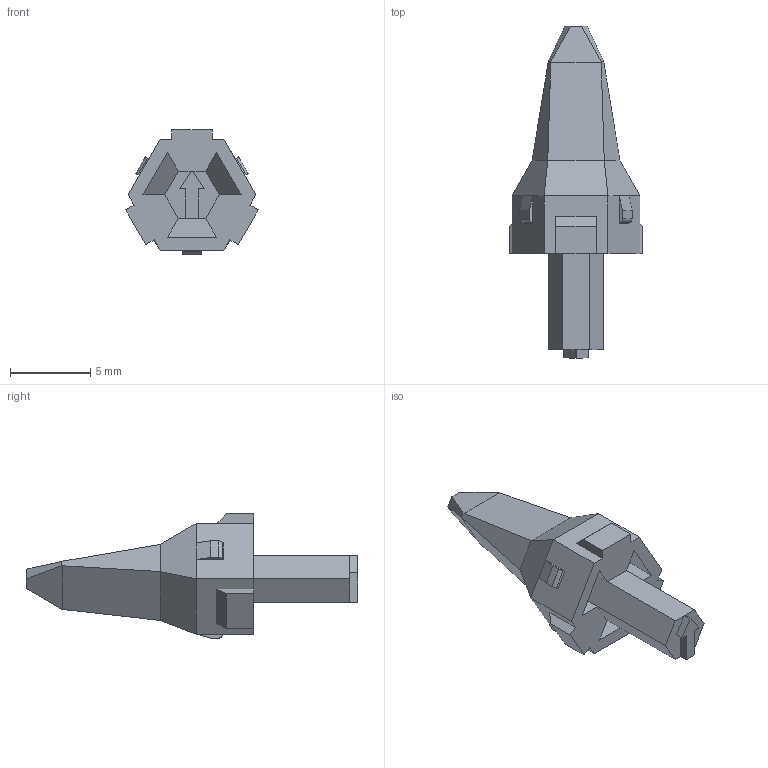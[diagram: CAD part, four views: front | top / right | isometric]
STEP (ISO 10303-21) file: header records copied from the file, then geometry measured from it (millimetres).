
FILE_DESCRIPTION((''),'2;1');
FILE_NAME('AW3P','2014-11-03T',('Orion.Li'),(''),'PRO/ENGINEER BY PARAMETRIC TECHNOLOGY CORPORATION, 2013230','PRO/ENGINEER BY PARAMETRIC TECHNOLOGY CORPORATION, 2013230','');
FILE_SCHEMA(('CONFIG_CONTROL_DESIGN'));
Length unit declared in the file: millimetre
Products named in the file (1): AW3P
Bounding box: 8.26 x 20.7 x 7.75 mm (x, y, z)
Volume: 313 mm3; surface area: 471.8 mm2
Topology: 1 solids, 1 shells, 83 faces, 216 edges, 136 vertices
Faces by surface type: plane 80, cylinder 3
Entity records: 2502 total; most frequent: CARTESIAN_POINT 435, ORIENTED_EDGE 432, DIRECTION 388, EDGE_CURVE 216, VECTOR 210, LINE 210, VERTEX_POINT 136, AXIS2_PLACEMENT_3D 89
